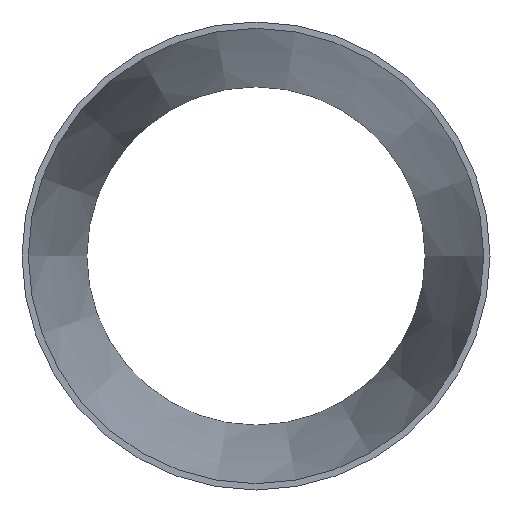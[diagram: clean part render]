
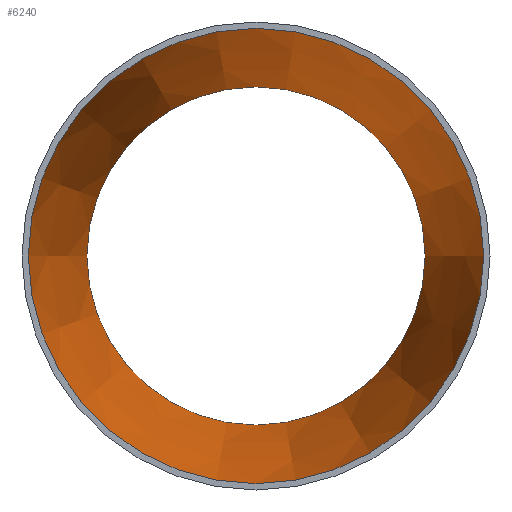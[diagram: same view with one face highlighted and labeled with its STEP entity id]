
A CAD part, left-side view. The second image highlights one B-rep face of the part: STEP entity #6240.
In plain terms, the highlighted conical face has half-angle 9.462 degrees and reference radius 86.131 mm.
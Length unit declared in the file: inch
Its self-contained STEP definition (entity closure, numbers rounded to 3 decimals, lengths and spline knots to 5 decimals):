
#226=FACE_BOUND('',#1535,.T.);
#328=CIRCLE('',#6554,2.891);
#329=CIRCLE('',#6556,3.891);
#1156=FACE_OUTER_BOUND('',#1534,.T.);
#1534=EDGE_LOOP('',(#5834));
#1535=EDGE_LOOP('',(#5835));
#3057=VERTEX_POINT('',#13997);
#3058=VERTEX_POINT('',#14000);
#3985=EDGE_CURVE('',#3057,#3057,#328,.T.);
#3986=EDGE_CURVE('',#3058,#3058,#329,.T.);
#5834=ORIENTED_EDGE('',*,*,#3986,.F.);
#5835=ORIENTED_EDGE('',*,*,#3985,.T.);
#5875=CONICAL_SURFACE('',#6555,3.391,9.462);
#6240=ADVANCED_FACE('',(#1156,#226),#5875,.F.);
#6554=AXIS2_PLACEMENT_3D('',#13998,#7605,#7606);
#6555=AXIS2_PLACEMENT_3D('',#13999,#7607,#7608);
#6556=AXIS2_PLACEMENT_3D('',#14001,#7609,#7610);
#7605=DIRECTION('center_axis',(1.,0.,0.));
#7606=DIRECTION('ref_axis',(0.,-1.,0.));
#7607=DIRECTION('center_axis',(-1.,0.,0.));
#7608=DIRECTION('ref_axis',(0.,-1.,0.));
#7609=DIRECTION('center_axis',(1.,0.,0.));
#7610=DIRECTION('ref_axis',(0.,-1.,0.));
#13997=CARTESIAN_POINT('',(6.,-2.891,0.));
#13998=CARTESIAN_POINT('Origin',(6.,0.,0.));
#13999=CARTESIAN_POINT('Origin',(3.,0.,0.));
#14000=CARTESIAN_POINT('',(0.,-3.891,0.));
#14001=CARTESIAN_POINT('Origin',(0.,0.,0.));
